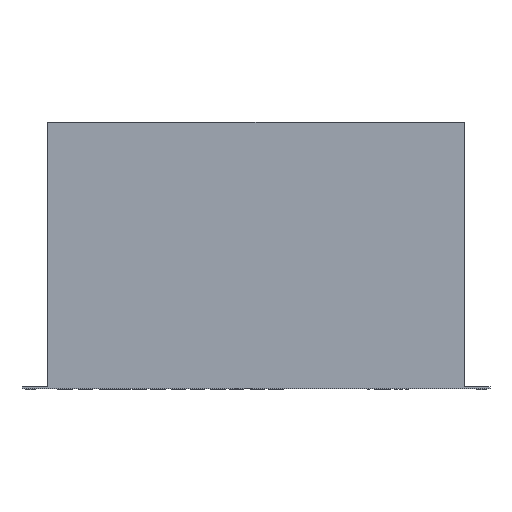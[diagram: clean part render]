
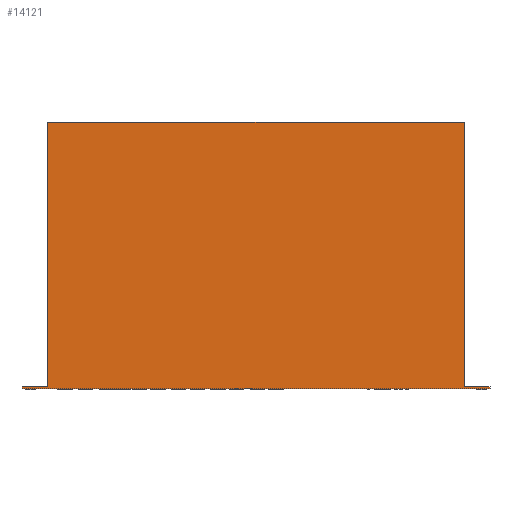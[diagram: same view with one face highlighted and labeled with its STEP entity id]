
A CAD part, front view. The second image highlights one B-rep face of the part: STEP entity #14121.
In plain terms, the highlighted planar face has unit normal (0, -1, 0).
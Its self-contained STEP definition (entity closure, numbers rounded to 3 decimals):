
#564 = CARTESIAN_POINT ( 'NONE',  ( 0., 0., 1.9 ) ) ;
#630 = CARTESIAN_POINT ( 'NONE',  ( 0., 0., -0.1 ) ) ;
#1323 = ORIENTED_EDGE ( 'NONE', *, *, #5186, .T. ) ;
#1342 = ORIENTED_EDGE ( 'NONE', *, *, #3944, .F. ) ;
#1361 = VECTOR ( 'NONE', #8365, 1000. ) ;
#1416 = LINE ( 'NONE', #14055, #14796 ) ;
#1620 = VECTOR ( 'NONE', #13368, 1000. ) ;
#1741 = DIRECTION ( 'NONE',  ( 0., 0., -1. ) ) ;
#1809 = CARTESIAN_POINT ( 'NONE',  ( 430., 0., 1.9 ) ) ;
#1848 = DIRECTION ( 'NONE',  ( 0., -1., 0. ) ) ;
#2323 = CARTESIAN_POINT ( 'NONE',  ( 0., 0., 275. ) ) ;
#2729 = CARTESIAN_POINT ( 'NONE',  ( -26.3, 0., -0.1 ) ) ;
#3119 = CARTESIAN_POINT ( 'NONE',  ( 456.3, 0., -0.1 ) ) ;
#3312 = PLANE ( 'NONE',  #20609 ) ;
#3651 = CARTESIAN_POINT ( 'NONE',  ( 0., 0., -0.1 ) ) ;
#3734 = CARTESIAN_POINT ( 'NONE',  ( 430., 0., 1.9 ) ) ;
#3944 = EDGE_CURVE ( 'NONE', #6901, #10694, #1416, .T. ) ;
#3952 = LINE ( 'NONE', #3651, #1620 ) ;
#4134 = LINE ( 'NONE', #630, #10104 ) ;
#5096 = CARTESIAN_POINT ( 'NONE',  ( 0., 0., -0.1 ) ) ;
#5186 = EDGE_CURVE ( 'NONE', #11926, #10694, #19020, .T. ) ;
#5559 = VECTOR ( 'NONE', #13604, 1000. ) ;
#5593 = DIRECTION ( 'NONE',  ( 1., 0., 0. ) ) ;
#5870 = CARTESIAN_POINT ( 'NONE',  ( 456.3, 0., 1.9 ) ) ;
#5875 = VERTEX_POINT ( 'NONE', #3119 ) ;
#6873 = ORIENTED_EDGE ( 'NONE', *, *, #13956, .T. ) ;
#6899 = VECTOR ( 'NONE', #12430, 1000. ) ;
#6901 = VERTEX_POINT ( 'NONE', #2323 ) ;
#8156 = CARTESIAN_POINT ( 'NONE',  ( 430., 0., 275. ) ) ;
#8365 = DIRECTION ( 'NONE',  ( 0., 0., -1. ) ) ;
#8501 = LINE ( 'NONE', #564, #6899 ) ;
#8561 = DIRECTION ( 'NONE',  ( 0., 0., 1. ) ) ;
#8617 = EDGE_CURVE ( 'NONE', #11849, #17584, #8501, .T. ) ;
#9545 = VERTEX_POINT ( 'NONE', #5870 ) ;
#10104 = VECTOR ( 'NONE', #8561, 1000. ) ;
#10265 = ORIENTED_EDGE ( 'NONE', *, *, #14358, .F. ) ;
#10694 = VERTEX_POINT ( 'NONE', #8156 ) ;
#11107 = DIRECTION ( 'NONE',  ( 0., 0., 1. ) ) ;
#11849 = VERTEX_POINT ( 'NONE', #15572 ) ;
#11926 = VERTEX_POINT ( 'NONE', #1809 ) ;
#12127 = EDGE_CURVE ( 'NONE', #17584, #13307, #14947, .T. ) ;
#12430 = DIRECTION ( 'NONE',  ( -1., 0., 0. ) ) ;
#12855 = VECTOR ( 'NONE', #11107, 1000. ) ;
#13307 = VERTEX_POINT ( 'NONE', #2729 ) ;
#13368 = DIRECTION ( 'NONE',  ( 1., 0., 0. ) ) ;
#13604 = DIRECTION ( 'NONE',  ( 0., 0., -1. ) ) ;
#13956 = EDGE_CURVE ( 'NONE', #13307, #5875, #3952, .T. ) ;
#14055 = CARTESIAN_POINT ( 'NONE',  ( 0., 0., 275. ) ) ;
#14121 = ADVANCED_FACE ( 'NONE', ( #17803 ), #3312, .T. ) ;
#14358 = EDGE_CURVE ( 'NONE', #11926, #9545, #18310, .T. ) ;
#14796 = VECTOR ( 'NONE', #18830, 1000. ) ;
#14925 = CARTESIAN_POINT ( 'NONE',  ( 456.3, 0., 1.9 ) ) ;
#14947 = LINE ( 'NONE', #16799, #5559 ) ;
#15572 = CARTESIAN_POINT ( 'NONE',  ( 0., 0., 1.9 ) ) ;
#15882 = CARTESIAN_POINT ( 'NONE',  ( 430., 0., -0.1 ) ) ;
#16319 = ORIENTED_EDGE ( 'NONE', *, *, #18964, .F. ) ;
#16482 = LINE ( 'NONE', #14925, #1361 ) ;
#16799 = CARTESIAN_POINT ( 'NONE',  ( -26.3, 0., 1.9 ) ) ;
#16986 = ORIENTED_EDGE ( 'NONE', *, *, #8617, .T. ) ;
#17102 = EDGE_CURVE ( 'NONE', #9545, #5875, #16482, .T. ) ;
#17584 = VERTEX_POINT ( 'NONE', #18740 ) ;
#17803 = FACE_OUTER_BOUND ( 'NONE', #17963, .T. ) ;
#17947 = VECTOR ( 'NONE', #5593, 1000. ) ;
#17963 = EDGE_LOOP ( 'NONE', ( #6873, #20669, #10265, #1323, #1342, #16319, #16986, #18579 ) ) ;
#18310 = LINE ( 'NONE', #3734, #17947 ) ;
#18579 = ORIENTED_EDGE ( 'NONE', *, *, #12127, .T. ) ;
#18740 = CARTESIAN_POINT ( 'NONE',  ( -26.3, 0., 1.9 ) ) ;
#18830 = DIRECTION ( 'NONE',  ( 1., 0., 0. ) ) ;
#18964 = EDGE_CURVE ( 'NONE', #11849, #6901, #4134, .T. ) ;
#19020 = LINE ( 'NONE', #15882, #12855 ) ;
#20609 = AXIS2_PLACEMENT_3D ( 'NONE', #5096, #1848, #1741 ) ;
#20669 = ORIENTED_EDGE ( 'NONE', *, *, #17102, .F. ) ;
